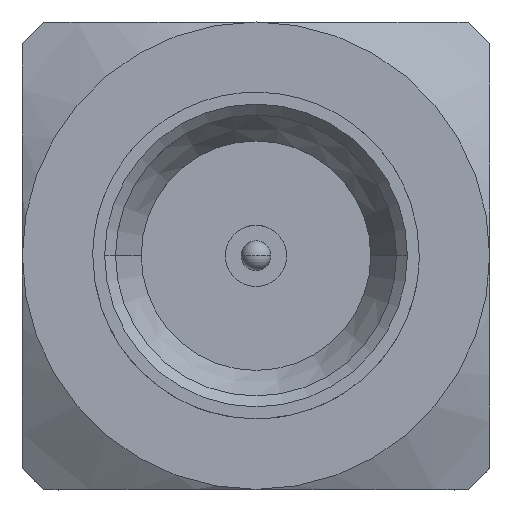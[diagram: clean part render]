
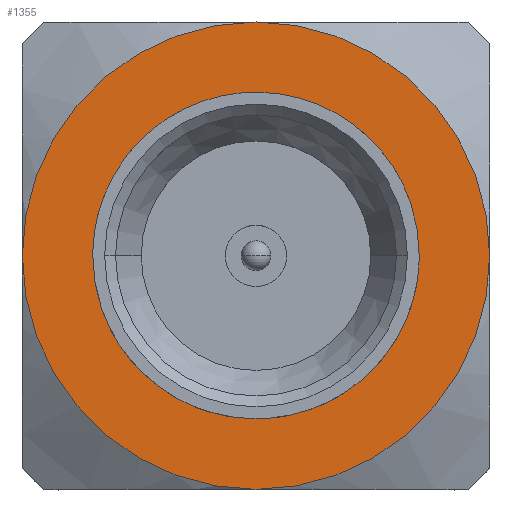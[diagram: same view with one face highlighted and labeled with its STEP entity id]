
A CAD part, top view. The second image highlights one B-rep face of the part: STEP entity #1355.
In plain terms, the highlighted planar face has unit normal (0, 0, 1).
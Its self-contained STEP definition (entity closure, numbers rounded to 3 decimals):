
#11 = ORIENTED_EDGE ( 'NONE', *, *, #381, .T. ) ;
#153 = ORIENTED_EDGE ( 'NONE', *, *, #1081, .T. ) ;
#154 = CARTESIAN_POINT ( 'NONE',  ( 0., 0., 5.235 ) ) ;
#187 = DIRECTION ( 'NONE',  ( 1., 0., 0. ) ) ;
#265 = AXIS2_PLACEMENT_3D ( 'NONE', #154, #1337, #187 ) ;
#331 = AXIS2_PLACEMENT_3D ( 'NONE', #499, #1476, #1149 ) ;
#381 = EDGE_CURVE ( 'NONE', #1663, #1104, #1009, .T. ) ;
#415 = ORIENTED_EDGE ( 'NONE', *, *, #1570, .T. ) ;
#473 = AXIS2_PLACEMENT_3D ( 'NONE', #2095, #1918, #779 ) ;
#499 = CARTESIAN_POINT ( 'NONE',  ( 0., 0., 5.235 ) ) ;
#538 = EDGE_CURVE ( 'NONE', #1827, #1663, #948, .T. ) ;
#581 = CARTESIAN_POINT ( 'NONE',  ( 0., 0., 5.235 ) ) ;
#582 = VERTEX_POINT ( 'NONE', #1002 ) ;
#594 = ORIENTED_EDGE ( 'NONE', *, *, #1118, .T. ) ;
#601 = AXIS2_PLACEMENT_3D ( 'NONE', #581, #1083, #1693 ) ;
#604 = FACE_OUTER_BOUND ( 'NONE', #1527, .T. ) ;
#644 = DIRECTION ( 'NONE',  ( -1., 0., 0. ) ) ;
#678 = DIRECTION ( 'NONE',  ( 0., 0., -1. ) ) ;
#708 = AXIS2_PLACEMENT_3D ( 'NONE', #2028, #1884, #1688 ) ;
#746 = CIRCLE ( 'NONE', #708, 3. ) ;
#761 = CARTESIAN_POINT ( 'NONE',  ( -3., 0., 5.235 ) ) ;
#779 = DIRECTION ( 'NONE',  ( 1., 0., 0. ) ) ;
#781 = CIRCLE ( 'NONE', #1972, 2.096 ) ;
#948 = CIRCLE ( 'NONE', #265, 3. ) ;
#973 = VERTEX_POINT ( 'NONE', #1606 ) ;
#1002 = CARTESIAN_POINT ( 'NONE',  ( 2.096, 0., 5.235 ) ) ;
#1009 = CIRCLE ( 'NONE', #601, 3. ) ;
#1054 = CIRCLE ( 'NONE', #473, 3. ) ;
#1081 = EDGE_CURVE ( 'NONE', #582, #973, #1257, .T. ) ;
#1083 = DIRECTION ( 'NONE',  ( 0., 0., 1. ) ) ;
#1104 = VERTEX_POINT ( 'NONE', #1657 ) ;
#1118 = EDGE_CURVE ( 'NONE', #1104, #2034, #746, .T. ) ;
#1142 = DIRECTION ( 'NONE',  ( 0., 0., -1. ) ) ;
#1149 = DIRECTION ( 'NONE',  ( -1., 0., 0. ) ) ;
#1257 = CIRCLE ( 'NONE', #331, 2.096 ) ;
#1260 = PLANE ( 'NONE',  #2083 ) ;
#1296 = EDGE_CURVE ( 'NONE', #2034, #1827, #1054, .T. ) ;
#1303 = CARTESIAN_POINT ( 'NONE',  ( 0., -3., 5.235 ) ) ;
#1337 = DIRECTION ( 'NONE',  ( 0., 0., 1. ) ) ;
#1355 = ADVANCED_FACE ( 'NONE', ( #1583, #604 ), #1260, .F. ) ;
#1365 = ORIENTED_EDGE ( 'NONE', *, *, #538, .T. ) ;
#1455 = DIRECTION ( 'NONE',  ( -1., 0., 0. ) ) ;
#1476 = DIRECTION ( 'NONE',  ( 0., 0., -1. ) ) ;
#1527 = EDGE_LOOP ( 'NONE', ( #1981, #1365, #11, #594 ) ) ;
#1570 = EDGE_CURVE ( 'NONE', #973, #582, #781, .T. ) ;
#1583 = FACE_BOUND ( 'NONE', #2026, .T. ) ;
#1606 = CARTESIAN_POINT ( 'NONE',  ( -2.096, 0., 5.235 ) ) ;
#1657 = CARTESIAN_POINT ( 'NONE',  ( 3., 0., 5.235 ) ) ;
#1663 = VERTEX_POINT ( 'NONE', #1303 ) ;
#1688 = DIRECTION ( 'NONE',  ( 1., 0., 0. ) ) ;
#1693 = DIRECTION ( 'NONE',  ( 1., 0., 0. ) ) ;
#1827 = VERTEX_POINT ( 'NONE', #761 ) ;
#1884 = DIRECTION ( 'NONE',  ( 0., 0., 1. ) ) ;
#1912 = CARTESIAN_POINT ( 'NONE',  ( 0., 0., 5.235 ) ) ;
#1918 = DIRECTION ( 'NONE',  ( 0., 0., 1. ) ) ;
#1950 = CARTESIAN_POINT ( 'NONE',  ( 0., 3., 5.235 ) ) ;
#1972 = AXIS2_PLACEMENT_3D ( 'NONE', #1993, #1142, #1455 ) ;
#1981 = ORIENTED_EDGE ( 'NONE', *, *, #1296, .T. ) ;
#1993 = CARTESIAN_POINT ( 'NONE',  ( 0., 0., 5.235 ) ) ;
#2026 = EDGE_LOOP ( 'NONE', ( #153, #415 ) ) ;
#2028 = CARTESIAN_POINT ( 'NONE',  ( 0., 0., 5.235 ) ) ;
#2034 = VERTEX_POINT ( 'NONE', #1950 ) ;
#2083 = AXIS2_PLACEMENT_3D ( 'NONE', #1912, #678, #644 ) ;
#2095 = CARTESIAN_POINT ( 'NONE',  ( 0., 0., 5.235 ) ) ;
